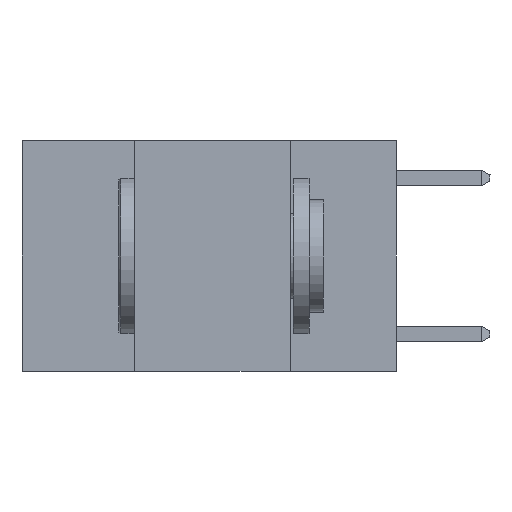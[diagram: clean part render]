
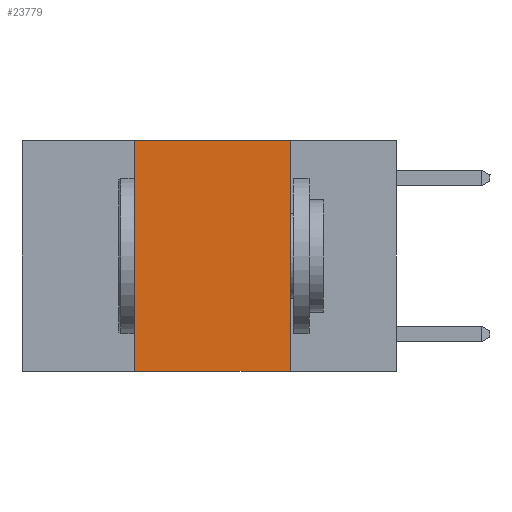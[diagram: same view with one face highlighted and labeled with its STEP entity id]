
A CAD part, left-side view. The second image highlights one B-rep face of the part: STEP entity #23779.
In plain terms, the highlighted planar face has unit normal (-1, 0, 0).
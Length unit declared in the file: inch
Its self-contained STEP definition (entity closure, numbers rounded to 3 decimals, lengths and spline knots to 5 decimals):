
#762 = DIRECTION ( 'NONE',  ( 0., 0., 1. ) ) ;
#1858 = VECTOR ( 'NONE', #11021, 39.37008 ) ;
#2212 = EDGE_LOOP ( 'NONE', ( #11411, #7095, #13365, #18612 ) ) ;
#2875 = VECTOR ( 'NONE', #762, 39.37008 ) ;
#4649 = LINE ( 'NONE', #4788, #2875 ) ;
#4788 = CARTESIAN_POINT ( 'NONE',  ( 0., 0.42, 0. ) ) ;
#5760 = EDGE_CURVE ( 'NONE', #16011, #7292, #4649, .T. ) ;
#6524 = EDGE_CURVE ( 'NONE', #16011, #19262, #10796, .T. ) ;
#7036 = CARTESIAN_POINT ( 'NONE',  ( 0., 0.6, 0. ) ) ;
#7095 = ORIENTED_EDGE ( 'NONE', *, *, #24076, .F. ) ;
#7292 = VERTEX_POINT ( 'NONE', #16380 ) ;
#7571 = DIRECTION ( 'NONE',  ( 0., 0., -1. ) ) ;
#9521 = PLANE ( 'NONE',  #23391 ) ;
#9973 = CARTESIAN_POINT ( 'NONE',  ( 0., 0.17, -0.37 ) ) ;
#10635 = CARTESIAN_POINT ( 'NONE',  ( 0., 0.17, 0. ) ) ;
#10796 = LINE ( 'NONE', #15045, #12198 ) ;
#11021 = DIRECTION ( 'NONE',  ( 0., 0., -1. ) ) ;
#11042 = EDGE_CURVE ( 'NONE', #17536, #19262, #24591, .T. ) ;
#11411 = ORIENTED_EDGE ( 'NONE', *, *, #11042, .F. ) ;
#12198 = VECTOR ( 'NONE', #12995, 39.37008 ) ;
#12995 = DIRECTION ( 'NONE',  ( 0., -1., 0. ) ) ;
#13365 = ORIENTED_EDGE ( 'NONE', *, *, #5760, .F. ) ;
#13533 = DIRECTION ( 'NONE',  ( 1., 0., 0. ) ) ;
#15045 = CARTESIAN_POINT ( 'NONE',  ( 0., 0.6, -0.37 ) ) ;
#15298 = DIRECTION ( 'NONE',  ( 0., -1., 0. ) ) ;
#16011 = VERTEX_POINT ( 'NONE', #18699 ) ;
#16380 = CARTESIAN_POINT ( 'NONE',  ( 0., 0.42, 0. ) ) ;
#17358 = LINE ( 'NONE', #7036, #22139 ) ;
#17387 = CARTESIAN_POINT ( 'NONE',  ( 0., 0.6, 0. ) ) ;
#17536 = VERTEX_POINT ( 'NONE', #25422 ) ;
#18612 = ORIENTED_EDGE ( 'NONE', *, *, #6524, .T. ) ;
#18699 = CARTESIAN_POINT ( 'NONE',  ( 0., 0.42, -0.37 ) ) ;
#19262 = VERTEX_POINT ( 'NONE', #9973 ) ;
#22139 = VECTOR ( 'NONE', #15298, 39.37008 ) ;
#23243 = FACE_OUTER_BOUND ( 'NONE', #2212, .T. ) ;
#23391 = AXIS2_PLACEMENT_3D ( 'NONE', #17387, #13533, #7571 ) ;
#23779 = ADVANCED_FACE ( 'NONE', ( #23243 ), #9521, .F. ) ;
#24076 = EDGE_CURVE ( 'NONE', #7292, #17536, #17358, .T. ) ;
#24591 = LINE ( 'NONE', #10635, #1858 ) ;
#25422 = CARTESIAN_POINT ( 'NONE',  ( 0., 0.17, 0. ) ) ;
